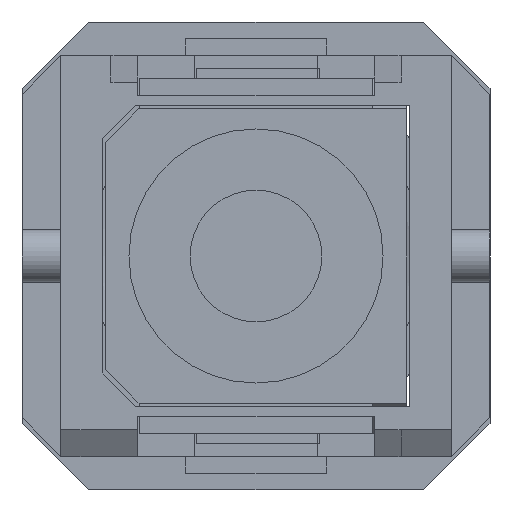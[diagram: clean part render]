
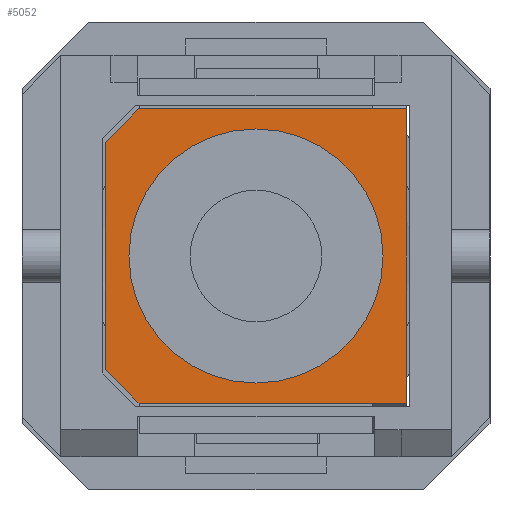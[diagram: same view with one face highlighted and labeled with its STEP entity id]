
A CAD part, left-side view. The second image highlights one B-rep face of the part: STEP entity #5052.
In plain terms, the highlighted face is planar.
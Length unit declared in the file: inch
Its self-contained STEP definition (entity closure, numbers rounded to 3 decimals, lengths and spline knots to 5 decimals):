
#305 = EDGE_CURVE ( 'NONE', #6435, #4820, #2865, .T. ) ;
#428 = CARTESIAN_POINT ( 'NONE',  ( -0.11, 0.296, -0.0875 ) ) ;
#466 = AXIS2_PLACEMENT_3D ( 'NONE', #4080, #1470, #5117 ) ;
#773 = VECTOR ( 'NONE', #1830, 39.37008 ) ;
#939 = EDGE_CURVE ( 'NONE', #4820, #948, #4942, .T. ) ;
#948 = VERTEX_POINT ( 'NONE', #5438 ) ;
#1078 = ORIENTED_EDGE ( 'NONE', *, *, #3560, .T. ) ;
#1123 = ORIENTED_EDGE ( 'NONE', *, *, #2220, .T. ) ;
#1332 = VERTEX_POINT ( 'NONE', #428 ) ;
#1427 = CARTESIAN_POINT ( 'NONE',  ( 0.11, 0.296, -0.0875 ) ) ;
#1451 = VECTOR ( 'NONE', #6407, 39.37008 ) ;
#1466 = VECTOR ( 'NONE', #4756, 39.37008 ) ;
#1470 = DIRECTION ( 'NONE',  ( 0., -1., 0. ) ) ;
#1539 = CARTESIAN_POINT ( 'NONE',  ( 0., 0.296, 0.095 ) ) ;
#1541 = ORIENTED_EDGE ( 'NONE', *, *, #2196, .F. ) ;
#1600 = CIRCLE ( 'NONE', #5061, 0.095 ) ;
#1725 = CARTESIAN_POINT ( 'NONE',  ( -0.11, 0.296, -0.0875 ) ) ;
#1802 = CARTESIAN_POINT ( 'NONE',  ( 0.085, 0.296, -0.1125 ) ) ;
#1830 = DIRECTION ( 'NONE',  ( 1., 0., 0. ) ) ;
#1928 = VERTEX_POINT ( 'NONE', #3338 ) ;
#2168 = EDGE_CURVE ( 'NONE', #1928, #1332, #5599, .T. ) ;
#2196 = EDGE_CURVE ( 'NONE', #4525, #4525, #1600, .T. ) ;
#2220 = EDGE_CURVE ( 'NONE', #948, #1928, #2676, .T. ) ;
#2304 = DIRECTION ( 'NONE',  ( -1., 0., 0. ) ) ;
#2486 = VECTOR ( 'NONE', #3370, 39.37008 ) ;
#2512 = PLANE ( 'NONE',  #466 ) ;
#2608 = FACE_BOUND ( 'NONE', #3903, .T. ) ;
#2676 = LINE ( 'NONE', #4381, #6650 ) ;
#2771 = FACE_OUTER_BOUND ( 'NONE', #4321, .T. ) ;
#2815 = CARTESIAN_POINT ( 'NONE',  ( 0., 0.296, 0. ) ) ;
#2865 = LINE ( 'NONE', #6183, #1466 ) ;
#3338 = CARTESIAN_POINT ( 'NONE',  ( -0.085, 0.296, -0.1125 ) ) ;
#3350 = DIRECTION ( 'NONE',  ( 0., 0., 1. ) ) ;
#3370 = DIRECTION ( 'NONE',  ( 0., 0., 1. ) ) ;
#3441 = CARTESIAN_POINT ( 'NONE',  ( 0.11, 0.296, 0.1125 ) ) ;
#3531 = ORIENTED_EDGE ( 'NONE', *, *, #305, .T. ) ;
#3546 = LINE ( 'NONE', #5484, #773 ) ;
#3560 = EDGE_CURVE ( 'NONE', #1332, #5025, #5237, .T. ) ;
#3894 = EDGE_CURVE ( 'NONE', #5025, #6435, #3546, .T. ) ;
#3903 = EDGE_LOOP ( 'NONE', ( #1541 ) ) ;
#4048 = ORIENTED_EDGE ( 'NONE', *, *, #2168, .T. ) ;
#4080 = CARTESIAN_POINT ( 'NONE',  ( -0.11, 0.296, -0.1125 ) ) ;
#4321 = EDGE_LOOP ( 'NONE', ( #3531, #4418, #1123, #4048, #1078, #6152 ) ) ;
#4381 = CARTESIAN_POINT ( 'NONE',  ( -0.11, 0.296, -0.1125 ) ) ;
#4418 = ORIENTED_EDGE ( 'NONE', *, *, #939, .T. ) ;
#4525 = VERTEX_POINT ( 'NONE', #1539 ) ;
#4756 = DIRECTION ( 'NONE',  ( 0., 0., -1. ) ) ;
#4820 = VERTEX_POINT ( 'NONE', #1427 ) ;
#4930 = DIRECTION ( 'NONE',  ( -0.707, 0., -0.707 ) ) ;
#4942 = LINE ( 'NONE', #1802, #6301 ) ;
#5025 = VERTEX_POINT ( 'NONE', #5604 ) ;
#5052 = ADVANCED_FACE ( 'NONE', ( #2608, #2771 ), #2512, .F. ) ;
#5061 = AXIS2_PLACEMENT_3D ( 'NONE', #2815, #6426, #3350 ) ;
#5117 = DIRECTION ( 'NONE',  ( 0., 0., -1. ) ) ;
#5237 = LINE ( 'NONE', #5925, #2486 ) ;
#5438 = CARTESIAN_POINT ( 'NONE',  ( 0.085, 0.296, -0.1125 ) ) ;
#5484 = CARTESIAN_POINT ( 'NONE',  ( -0.11, 0.296, 0.1125 ) ) ;
#5599 = LINE ( 'NONE', #1725, #1451 ) ;
#5604 = CARTESIAN_POINT ( 'NONE',  ( -0.11, 0.296, 0.1125 ) ) ;
#5925 = CARTESIAN_POINT ( 'NONE',  ( -0.11, 0.296, 0.1125 ) ) ;
#6152 = ORIENTED_EDGE ( 'NONE', *, *, #3894, .T. ) ;
#6183 = CARTESIAN_POINT ( 'NONE',  ( 0.11, 0.296, 0.1125 ) ) ;
#6301 = VECTOR ( 'NONE', #4930, 39.37008 ) ;
#6407 = DIRECTION ( 'NONE',  ( -0.707, 0., 0.707 ) ) ;
#6426 = DIRECTION ( 'NONE',  ( 0., 1., 0. ) ) ;
#6435 = VERTEX_POINT ( 'NONE', #3441 ) ;
#6650 = VECTOR ( 'NONE', #2304, 39.37008 ) ;
